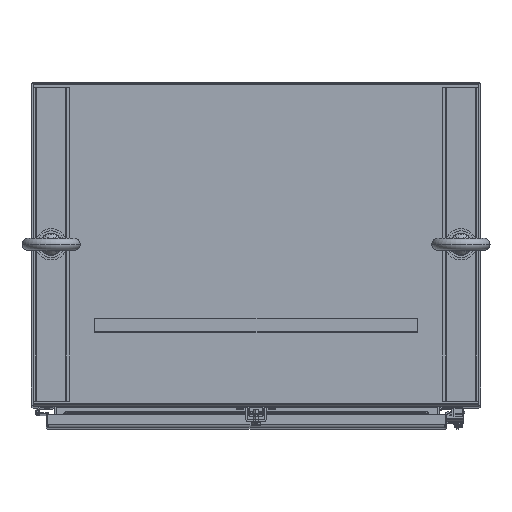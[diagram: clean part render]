
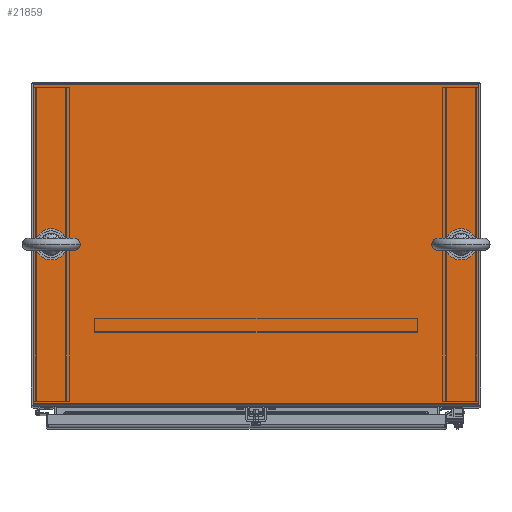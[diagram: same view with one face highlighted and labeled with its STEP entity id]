
A CAD part, top view. The second image highlights one B-rep face of the part: STEP entity #21859.
In plain terms, the highlighted planar face has unit normal (0, 0, 1).
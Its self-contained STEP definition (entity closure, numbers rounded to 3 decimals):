
#890 = EDGE_CURVE ( 'NONE', #15652, #36825, #41724, .T. ) ;
#1079 = CARTESIAN_POINT ( 'NONE',  ( -18.435, 6., 72.06 ) ) ;
#2531 = LINE ( 'NONE', #1079, #6842 ) ;
#3299 = VERTEX_POINT ( 'NONE', #16404 ) ;
#5496 = CARTESIAN_POINT ( 'NONE',  ( 6.435, -12., 72.06 ) ) ;
#6842 = VECTOR ( 'NONE', #41914, 39.37 ) ;
#7812 = ORIENTED_EDGE ( 'NONE', *, *, #47583, .T. ) ;
#8533 = DIRECTION ( 'NONE',  ( 0., 0., -1. ) ) ;
#11400 = CARTESIAN_POINT ( 'NONE',  ( 6.435, -11.857, 72.06 ) ) ;
#11753 = CARTESIAN_POINT ( 'NONE',  ( 5.435, -2.968, 72.06 ) ) ;
#13008 = EDGE_LOOP ( 'NONE', ( #61523, #44147 ) ) ;
#13140 = AXIS2_PLACEMENT_3D ( 'NONE', #38940, #27522, #32320 ) ;
#13165 = VERTEX_POINT ( 'NONE', #63555 ) ;
#13625 = EDGE_CURVE ( 'NONE', #3299, #45366, #27800, .T. ) ;
#14773 = FACE_BOUND ( 'NONE', #37053, .T. ) ;
#14888 = AXIS2_PLACEMENT_3D ( 'NONE', #47572, #8533, #53467 ) ;
#15652 = VERTEX_POINT ( 'NONE', #64751 ) ;
#15733 = ORIENTED_EDGE ( 'NONE', *, *, #38117, .T. ) ;
#15744 = CARTESIAN_POINT ( 'NONE',  ( -18.435, -11.857, 72.06 ) ) ;
#16223 = DIRECTION ( 'NONE',  ( 1., 0., 0. ) ) ;
#16404 = CARTESIAN_POINT ( 'NONE',  ( -17.06, -2.968, 72.06 ) ) ;
#18758 = CARTESIAN_POINT ( 'NONE',  ( -18.435, -12., 72.06 ) ) ;
#19852 = EDGE_CURVE ( 'NONE', #13165, #29208, #54800, .T. ) ;
#20313 = FACE_OUTER_BOUND ( 'NONE', #43931, .T. ) ;
#21405 = DIRECTION ( 'NONE',  ( 0., 0., 1. ) ) ;
#21765 = AXIS2_PLACEMENT_3D ( 'NONE', #53341, #31206, #36753 ) ;
#21859 = ADVANCED_FACE ( 'NONE', ( #20313, #14773, #32781 ), #67400, .T. ) ;
#22793 = DIRECTION ( 'NONE',  ( 0., 0., -1. ) ) ;
#22818 = AXIS2_PLACEMENT_3D ( 'NONE', #11753, #22793, #33106 ) ;
#22882 = ORIENTED_EDGE ( 'NONE', *, *, #47770, .T. ) ;
#26146 = CARTESIAN_POINT ( 'NONE',  ( 5.81, -2.968, 72.06 ) ) ;
#27172 = DIRECTION ( 'NONE',  ( 1., 0., 0. ) ) ;
#27522 = DIRECTION ( 'NONE',  ( 0., 0., -1. ) ) ;
#27800 = CIRCLE ( 'NONE', #14888, 0.375 ) ;
#29208 = VERTEX_POINT ( 'NONE', #11400 ) ;
#31206 = DIRECTION ( 'NONE',  ( 0., 0., -1. ) ) ;
#32320 = DIRECTION ( 'NONE',  ( 1., 0., 0. ) ) ;
#32781 = FACE_BOUND ( 'NONE', #13008, .T. ) ;
#33106 = DIRECTION ( 'NONE',  ( 1., 0., 0. ) ) ;
#33140 = CARTESIAN_POINT ( 'NONE',  ( -18.435, -12., 72.06 ) ) ;
#36753 = DIRECTION ( 'NONE',  ( 1., 0., 0. ) ) ;
#36825 = VERTEX_POINT ( 'NONE', #26146 ) ;
#37053 = EDGE_LOOP ( 'NONE', ( #7812, #54294 ) ) ;
#37906 = CARTESIAN_POINT ( 'NONE',  ( -17.81, -2.968, 72.06 ) ) ;
#38117 = EDGE_CURVE ( 'NONE', #63656, #64216, #2531, .T. ) ;
#38171 = VECTOR ( 'NONE', #68485, 39.37 ) ;
#38940 = CARTESIAN_POINT ( 'NONE',  ( -17.435, -2.968, 72.06 ) ) ;
#41092 = EDGE_CURVE ( 'NONE', #29208, #63656, #50448, .T. ) ;
#41724 = CIRCLE ( 'NONE', #21765, 0.375 ) ;
#41914 = DIRECTION ( 'NONE',  ( -1., 0., 0. ) ) ;
#43035 = EDGE_CURVE ( 'NONE', #45366, #3299, #45938, .T. ) ;
#43614 = VECTOR ( 'NONE', #43810, 39.37 ) ;
#43810 = DIRECTION ( 'NONE',  ( 0., 1., 0. ) ) ;
#43931 = EDGE_LOOP ( 'NONE', ( #48564, #15733, #22882, #62082 ) ) ;
#44147 = ORIENTED_EDGE ( 'NONE', *, *, #43035, .T. ) ;
#45366 = VERTEX_POINT ( 'NONE', #37906 ) ;
#45938 = CIRCLE ( 'NONE', #13140, 0.375 ) ;
#47572 = CARTESIAN_POINT ( 'NONE',  ( -17.435, -2.968, 72.06 ) ) ;
#47583 = EDGE_CURVE ( 'NONE', #36825, #15652, #61678, .T. ) ;
#47770 = EDGE_CURVE ( 'NONE', #64216, #13165, #63711, .T. ) ;
#48564 = ORIENTED_EDGE ( 'NONE', *, *, #41092, .T. ) ;
#49117 = CARTESIAN_POINT ( 'NONE',  ( 6.435, 6., 72.06 ) ) ;
#50448 = LINE ( 'NONE', #5496, #43614 ) ;
#53010 = CARTESIAN_POINT ( 'NONE',  ( -18.435, 6., 72.06 ) ) ;
#53341 = CARTESIAN_POINT ( 'NONE',  ( 5.435, -2.968, 72.06 ) ) ;
#53467 = DIRECTION ( 'NONE',  ( 1., 0., 0. ) ) ;
#54294 = ORIENTED_EDGE ( 'NONE', *, *, #890, .T. ) ;
#54800 = LINE ( 'NONE', #15744, #68643 ) ;
#61523 = ORIENTED_EDGE ( 'NONE', *, *, #13625, .T. ) ;
#61678 = CIRCLE ( 'NONE', #22818, 0.375 ) ;
#62082 = ORIENTED_EDGE ( 'NONE', *, *, #19852, .T. ) ;
#63555 = CARTESIAN_POINT ( 'NONE',  ( -18.435, -11.857, 72.06 ) ) ;
#63656 = VERTEX_POINT ( 'NONE', #49117 ) ;
#63711 = LINE ( 'NONE', #18758, #38171 ) ;
#64216 = VERTEX_POINT ( 'NONE', #53010 ) ;
#64751 = CARTESIAN_POINT ( 'NONE',  ( 5.06, -2.968, 72.06 ) ) ;
#67400 = PLANE ( 'NONE',  #68700 ) ;
#68485 = DIRECTION ( 'NONE',  ( 0., -1., 0. ) ) ;
#68643 = VECTOR ( 'NONE', #27172, 39.37 ) ;
#68700 = AXIS2_PLACEMENT_3D ( 'NONE', #33140, #21405, #16223 ) ;
